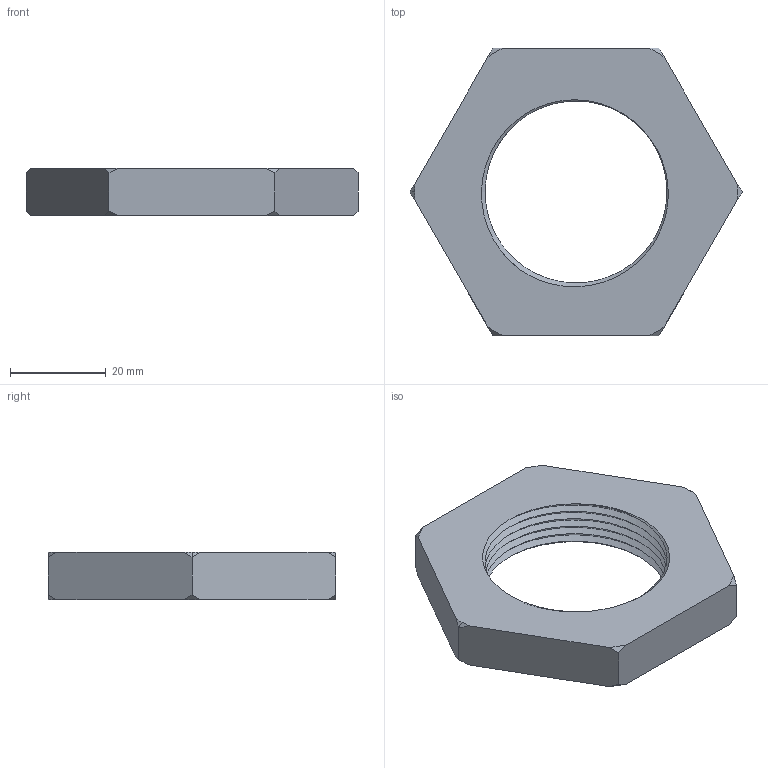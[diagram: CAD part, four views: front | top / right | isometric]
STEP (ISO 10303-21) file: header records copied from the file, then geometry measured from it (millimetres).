
FILE_DESCRIPTION(('HOOPS Exchange Step'),'2;1');
FILE_NAME('temp_export','2023-02-08T10:04:07+01:00',('andre'),('Shapr3D Limited'),'HOOPS Exchange 2022.2','Shapr3D','Authorized');
FILE_SCHEMA( ('AUTOMOTIVE_DESIGN { 1 0 10303 214 1 1 1 1 }') );
Length unit declared in the file: millimetre
Products named in the file (1): root
Bounding box: 69.28 x 60 x 10 mm (x, y, z)
Volume: 19211.2 mm3; surface area: 7686.5 mm2
Topology: 1 solids, 1 shells, 31 faces, 85 edges, 56 vertices
Faces by surface type: cone 14, plane 8, cylinder 7, bspline 2
Full cylindrical faces by diameter (mm): 40 x5
Entity records: 3416 total; most frequent: CARTESIAN_POINT 2675, ORIENTED_EDGE 170, DIRECTION 118, EDGE_CURVE 85, VERTEX_POINT 56, AXIS2_PLACEMENT_3D 46, EDGE_LOOP 33, FACE_BOUND 33
